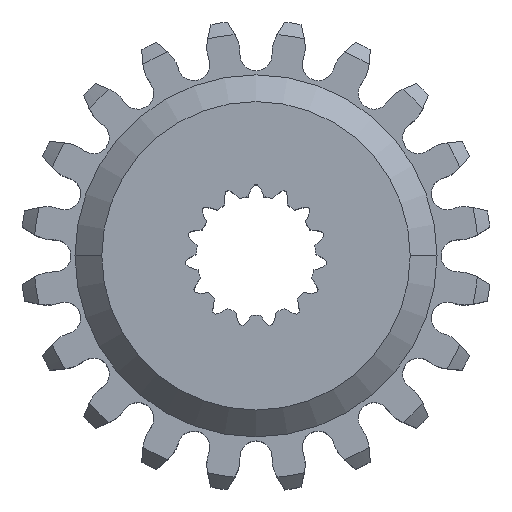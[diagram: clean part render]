
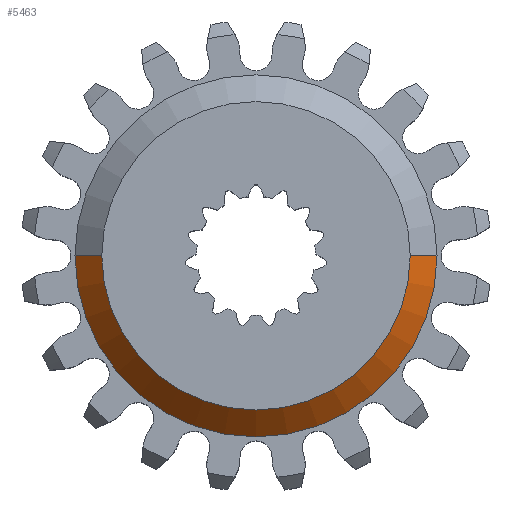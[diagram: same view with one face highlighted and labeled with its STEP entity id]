
A CAD part, top view. The second image highlights one B-rep face of the part: STEP entity #5463.
In plain terms, the highlighted conical face has half-angle 45 degrees and reference radius 10.732 mm.
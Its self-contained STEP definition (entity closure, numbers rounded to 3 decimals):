
#2 = ORIENTED_EDGE ( 'NONE', *, *, #793, .F. ) ;
#721 = CARTESIAN_POINT ( 'NONE',  ( 0., 0., 4.763 ) ) ;
#793 = EDGE_CURVE ( 'NONE', #2824, #6205, #9357, .T. ) ;
#874 = VERTEX_POINT ( 'NONE', #8395 ) ;
#930 = EDGE_CURVE ( 'NONE', #2824, #874, #1009, .T. ) ;
#969 = CIRCLE ( 'NONE', #2526, 10.732 ) ;
#1009 = CIRCLE ( 'NONE', #3332, 9.144 ) ;
#1123 = CARTESIAN_POINT ( 'NONE',  ( 0., 0., 4.763 ) ) ;
#1424 = DIRECTION ( 'NONE',  ( 0., 0., -1. ) ) ;
#1575 = AXIS2_PLACEMENT_3D ( 'NONE', #721, #15494, #4609 ) ;
#1801 = VECTOR ( 'NONE', #1900, 1000. ) ;
#1900 = DIRECTION ( 'NONE',  ( -0.707, 0., -0.707 ) ) ;
#2003 = DIRECTION ( 'NONE',  ( 0.707, 0., -0.707 ) ) ;
#2526 = AXIS2_PLACEMENT_3D ( 'NONE', #1123, #12016, #15893 ) ;
#2574 = EDGE_CURVE ( 'NONE', #874, #14995, #13110, .T. ) ;
#2824 = VERTEX_POINT ( 'NONE', #5279 ) ;
#3332 = AXIS2_PLACEMENT_3D ( 'NONE', #11505, #1424, #7574 ) ;
#4228 = CARTESIAN_POINT ( 'NONE',  ( -10.732, 0., 4.763 ) ) ;
#4609 = DIRECTION ( 'NONE',  ( -1., 0., 0. ) ) ;
#5211 = ORIENTED_EDGE ( 'NONE', *, *, #15926, .F. ) ;
#5279 = CARTESIAN_POINT ( 'NONE',  ( 9.144, 0., 6.35 ) ) ;
#5463 = ADVANCED_FACE ( 'NONE', ( #14376 ), #13690, .T. ) ;
#6205 = VERTEX_POINT ( 'NONE', #10493 ) ;
#7460 = VECTOR ( 'NONE', #2003, 1000. ) ;
#7574 = DIRECTION ( 'NONE',  ( -1., 0., 0. ) ) ;
#7964 = EDGE_LOOP ( 'NONE', ( #2, #12090, #14662, #5211 ) ) ;
#8395 = CARTESIAN_POINT ( 'NONE',  ( -9.144, 0., 6.35 ) ) ;
#9357 = LINE ( 'NONE', #13061, #7460 ) ;
#10493 = CARTESIAN_POINT ( 'NONE',  ( 10.732, 0., 4.763 ) ) ;
#11505 = CARTESIAN_POINT ( 'NONE',  ( 0., 0., 6.35 ) ) ;
#12016 = DIRECTION ( 'NONE',  ( 0., 0., -1. ) ) ;
#12090 = ORIENTED_EDGE ( 'NONE', *, *, #930, .T. ) ;
#13061 = CARTESIAN_POINT ( 'NONE',  ( 10.732, 0., 4.763 ) ) ;
#13110 = LINE ( 'NONE', #13272, #1801 ) ;
#13272 = CARTESIAN_POINT ( 'NONE',  ( -10.732, 0., 4.763 ) ) ;
#13690 = CONICAL_SURFACE ( 'NONE', #1575, 10.732, 0.785 ) ;
#14376 = FACE_OUTER_BOUND ( 'NONE', #7964, .T. ) ;
#14662 = ORIENTED_EDGE ( 'NONE', *, *, #2574, .T. ) ;
#14995 = VERTEX_POINT ( 'NONE', #4228 ) ;
#15494 = DIRECTION ( 'NONE',  ( 0., 0., -1. ) ) ;
#15893 = DIRECTION ( 'NONE',  ( 1., 0., 0. ) ) ;
#15926 = EDGE_CURVE ( 'NONE', #6205, #14995, #969, .T. ) ;
